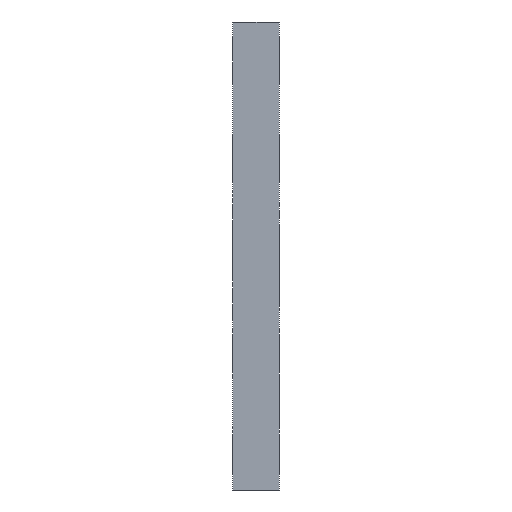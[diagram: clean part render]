
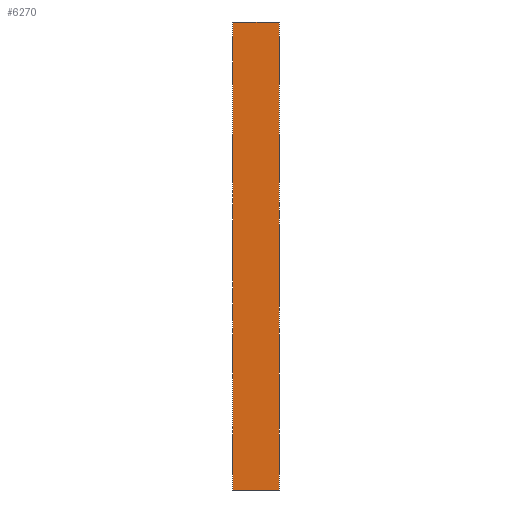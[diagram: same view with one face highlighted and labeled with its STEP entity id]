
A CAD part, left-side view. The second image highlights one B-rep face of the part: STEP entity #6270.
In plain terms, the highlighted planar face has unit normal (-1, 0, 0).
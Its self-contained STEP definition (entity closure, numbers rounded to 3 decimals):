
#753=FACE_OUTER_BOUND('',#1077,.T.);
#1077=EDGE_LOOP('',(#5084,#5085,#5086,#5087));
#1714=LINE('',#10596,#2361);
#1716=LINE('',#10600,#2363);
#1717=LINE('',#10602,#2364);
#1718=LINE('',#10603,#2365);
#2361=VECTOR('',#7856,6.);
#2363=VECTOR('',#7860,60.);
#2364=VECTOR('',#7861,6.);
#2365=VECTOR('',#7862,60.);
#2968=VERTEX_POINT('',#10593);
#2969=VERTEX_POINT('',#10595);
#2970=VERTEX_POINT('',#10599);
#2971=VERTEX_POINT('',#10601);
#3780=EDGE_CURVE('',#2969,#2968,#1714,.T.);
#3782=EDGE_CURVE('',#2968,#2970,#1716,.T.);
#3783=EDGE_CURVE('',#2971,#2970,#1717,.T.);
#3784=EDGE_CURVE('',#2969,#2971,#1718,.T.);
#5084=ORIENTED_EDGE('',*,*,#3782,.T.);
#5085=ORIENTED_EDGE('',*,*,#3783,.F.);
#5086=ORIENTED_EDGE('',*,*,#3784,.F.);
#5087=ORIENTED_EDGE('',*,*,#3780,.T.);
#6063=PLANE('',#6675);
#6270=ADVANCED_FACE('',(#753),#6063,.F.);
#6675=AXIS2_PLACEMENT_3D('',#10598,#7858,#7859);
#7856=DIRECTION('',(0.,-1.,0.));
#7858=DIRECTION('center_axis',(1.,0.,0.));
#7859=DIRECTION('ref_axis',(0.,0.,-1.));
#7860=DIRECTION('',(0.,0.,1.));
#7861=DIRECTION('',(0.,-1.,0.));
#7862=DIRECTION('',(0.,0.,1.));
#10593=CARTESIAN_POINT('',(-27.799,-2.057,-60.));
#10595=CARTESIAN_POINT('',(-27.799,3.943,-60.));
#10596=CARTESIAN_POINT('',(-27.799,3.943,-60.));
#10598=CARTESIAN_POINT('Origin',(-27.799,3.943,0.));
#10599=CARTESIAN_POINT('',(-27.799,-2.057,0.));
#10600=CARTESIAN_POINT('',(-27.799,-2.057,-60.));
#10601=CARTESIAN_POINT('',(-27.799,3.943,0.));
#10602=CARTESIAN_POINT('',(-27.799,3.943,0.));
#10603=CARTESIAN_POINT('',(-27.799,3.943,-60.));
